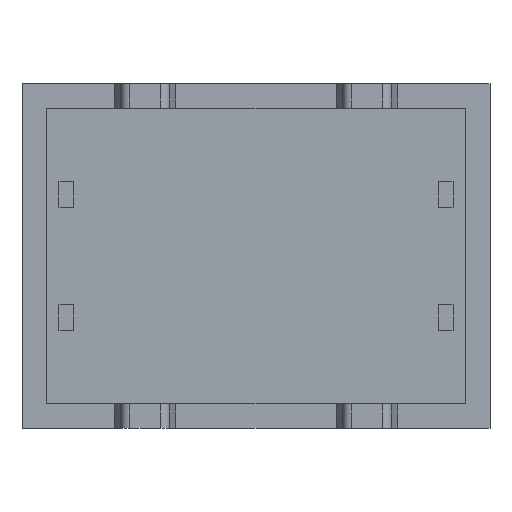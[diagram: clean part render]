
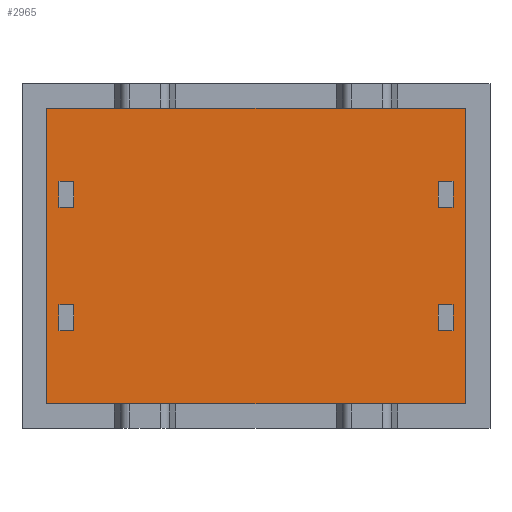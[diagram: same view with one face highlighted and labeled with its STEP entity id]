
A CAD part, front view. The second image highlights one B-rep face of the part: STEP entity #2965.
In plain terms, the highlighted planar face has unit normal (0, -1, 0).
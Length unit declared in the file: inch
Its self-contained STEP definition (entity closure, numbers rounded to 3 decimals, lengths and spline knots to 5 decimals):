
#2926=DIRECTION('',(-1.,0.,0.));
#2927=VECTOR('',#2926,0.34);
#2928=CARTESIAN_POINT('',(0.33,-0.117,0.));
#2929=LINE('',#2928,#2927);
#2930=DIRECTION('',(0.,0.,1.));
#2931=VECTOR('',#2930,0.24);
#2932=CARTESIAN_POINT('',(-0.01,-0.117,0.));
#2933=LINE('',#2932,#2931);
#2934=DIRECTION('',(1.,0.,0.));
#2935=VECTOR('',#2934,0.34);
#2936=CARTESIAN_POINT('',(-0.01,-0.117,0.24));
#2937=LINE('',#2936,#2935);
#2938=DIRECTION('',(0.,0.,-1.));
#2939=VECTOR('',#2938,0.24);
#2940=CARTESIAN_POINT('',(0.33,-0.117,0.24));
#2941=LINE('',#2940,#2939);
#2942=CARTESIAN_POINT('',(-0.01,-0.117,0.));
#2943=CARTESIAN_POINT('',(0.33,-0.117,0.));
#2944=VERTEX_POINT('',#2942);
#2945=VERTEX_POINT('',#2943);
#2946=CARTESIAN_POINT('',(-0.01,-0.117,0.24));
#2947=CARTESIAN_POINT('',(0.33,-0.117,0.24));
#2948=VERTEX_POINT('',#2946);
#2949=VERTEX_POINT('',#2947);
#2950=CARTESIAN_POINT('',(-0.01,-0.117,0.));
#2951=DIRECTION('',(0.,-1.,0.));
#2952=DIRECTION('',(1.,0.,0.));
#2953=AXIS2_PLACEMENT_3D('',#2950,#2951,#2952);
#2954=PLANE('',#2953);
#2956=ORIENTED_EDGE('',*,*,#2955,.T.);
#2958=ORIENTED_EDGE('',*,*,#2957,.T.);
#2960=ORIENTED_EDGE('',*,*,#2959,.T.);
#2962=ORIENTED_EDGE('',*,*,#2961,.T.);
#2963=EDGE_LOOP('',(#2956,#2958,#2960,#2962));
#2964=FACE_OUTER_BOUND('',#2963,.F.);
#2965=ADVANCED_FACE('',(#2964),#2954,.T.);
#2955=EDGE_CURVE('',#2945,#2944,#2929,.T.);
#2957=EDGE_CURVE('',#2944,#2948,#2933,.T.);
#2959=EDGE_CURVE('',#2948,#2949,#2937,.T.);
#2961=EDGE_CURVE('',#2949,#2945,#2941,.T.);
